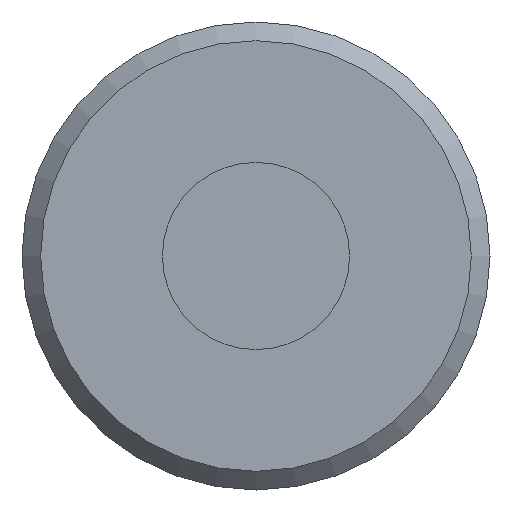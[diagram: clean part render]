
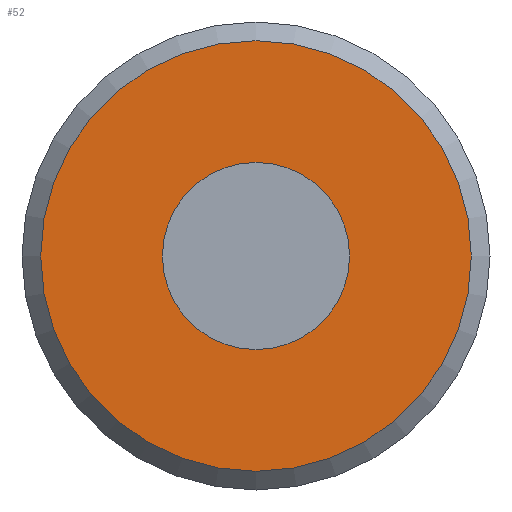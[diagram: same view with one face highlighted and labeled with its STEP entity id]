
A CAD part, front view. The second image highlights one B-rep face of the part: STEP entity #52.
In plain terms, the highlighted planar face has unit normal (0, -1, 0).
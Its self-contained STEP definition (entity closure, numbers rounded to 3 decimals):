
#52 = ADVANCED_FACE( '', ( #115, #116 ), #117, .F. );
#115 = FACE_BOUND( '', #194, .T. );
#116 = FACE_OUTER_BOUND( '', #195, .T. );
#117 = PLANE( '', #196 );
#194 = EDGE_LOOP( '', ( #277 ) );
#195 = EDGE_LOOP( '', ( #278 ) );
#196 = AXIS2_PLACEMENT_3D( '', #279, #280, #281 );
#277 = ORIENTED_EDGE( '', *, *, #369, .F. );
#278 = ORIENTED_EDGE( '', *, *, #370, .T. );
#279 = CARTESIAN_POINT( '', ( 11.5, 0., 0. ) );
#280 = DIRECTION( '', ( 0., 1., 0. ) );
#281 = DIRECTION( '', ( 0., 0., 1. ) );
#369 = EDGE_CURVE( '', #415, #415, #416, .T. );
#370 = EDGE_CURVE( '', #417, #417, #418, .T. );
#415 = VERTEX_POINT( '', #467 );
#416 = CIRCLE( '', #468, 5. );
#417 = VERTEX_POINT( '', #469 );
#418 = CIRCLE( '', #470, 11.5 );
#467 = CARTESIAN_POINT( '', ( 0., 0., -5. ) );
#468 = AXIS2_PLACEMENT_3D( '', #522, #523, #524 );
#469 = CARTESIAN_POINT( '', ( 0., 0., -11.5 ) );
#470 = AXIS2_PLACEMENT_3D( '', #525, #526, #527 );
#522 = CARTESIAN_POINT( '', ( 0., 0., 0. ) );
#523 = DIRECTION( '', ( 0., -1., 0. ) );
#524 = DIRECTION( '', ( 0., 0., -1. ) );
#525 = CARTESIAN_POINT( '', ( 0., 0., 0. ) );
#526 = DIRECTION( '', ( 0., -1., 0. ) );
#527 = DIRECTION( '', ( 0., 0., -1. ) );
